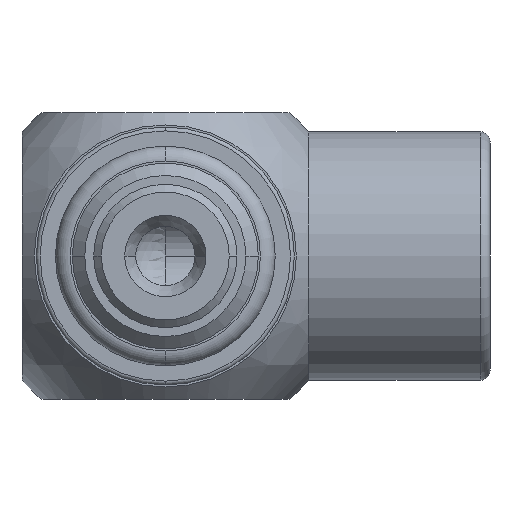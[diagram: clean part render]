
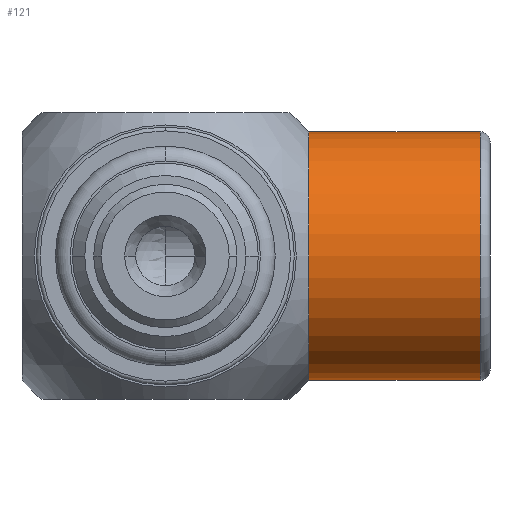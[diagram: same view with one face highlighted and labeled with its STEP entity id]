
A CAD part, front view. The second image highlights one B-rep face of the part: STEP entity #121.
In plain terms, the highlighted cylindrical face has radius 6.5 mm (diameter 13 mm), a partial arc.
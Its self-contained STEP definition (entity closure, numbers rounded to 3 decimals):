
#121=ADVANCED_FACE('',(#308),#309,.T.);
#308=FACE_OUTER_BOUND('',#536,.T.);
#309=CYLINDRICAL_SURFACE('',#537,6.5);
#536=EDGE_LOOP('',(#1187,#1188,#1189,#1190,#1191));
#537=AXIS2_PLACEMENT_3D('',#1192,#1193,#1194);
#1187=ORIENTED_EDGE('',*,*,#1528,.T.);
#1188=ORIENTED_EDGE('',*,*,#1662,.F.);
#1189=ORIENTED_EDGE('',*,*,#1663,.F.);
#1190=ORIENTED_EDGE('',*,*,#1529,.T.);
#1191=ORIENTED_EDGE('',*,*,#1664,.F.);
#1192=CARTESIAN_POINT('',(8.495,17.82,0.0));
#1193=DIRECTION('',(1.0,0.0,0.0));
#1194=DIRECTION('',(0.0,0.0,-1.0));
#1528=EDGE_CURVE('',#1833,#1850,#1858,.T.);
#1529=EDGE_CURVE('',#1853,#1847,#1859,.T.);
#1662=EDGE_CURVE('',#2071,#1850,#2072,.T.);
#1663=EDGE_CURVE('',#1853,#2071,#2073,.T.);
#1664=EDGE_CURVE('',#1833,#1847,#2074,.T.);
#1833=VERTEX_POINT('',#2280);
#1847=VERTEX_POINT('',#2294);
#1850=VERTEX_POINT('',#2297);
#1853=VERTEX_POINT('',#2300);
#1858=LINE('',#2305,#2306);
#1859=LINE('',#2307,#2308);
#2071=VERTEX_POINT('',#2852);
#2072=CIRCLE('',#2853,6.5);
#2073=CIRCLE('',#2854,6.5);
#2074=CIRCLE('',#2855,6.5);
#2280=CARTESIAN_POINT('',(7.494,17.82,-6.5));
#2294=CARTESIAN_POINT('',(7.494,17.82,6.5));
#2297=CARTESIAN_POINT('',(16.49,17.82,-6.5));
#2300=CARTESIAN_POINT('',(16.49,17.82,6.5));
#2305=CARTESIAN_POINT('',(8.495,17.82,-6.5));
#2306=VECTOR('',#3110,1.0);
#2307=CARTESIAN_POINT('',(8.495,17.82,6.5));
#2308=VECTOR('',#3111,1.0);
#2852=CARTESIAN_POINT('',(16.49,11.32,0.0));
#2853=AXIS2_PLACEMENT_3D('',#3345,#3346,#3347);
#2854=AXIS2_PLACEMENT_3D('',#3348,#3349,#3350);
#2855=AXIS2_PLACEMENT_3D('',#3351,#3352,#3353);
#3110=DIRECTION('',(1.0,0.0,0.0));
#3111=DIRECTION('',(-1.0,-0.0,-0.0));
#3345=CARTESIAN_POINT('',(16.49,17.82,0.0));
#3346=DIRECTION('',(1.0,0.0,0.0));
#3347=DIRECTION('',(0.0,0.0,-1.0));
#3348=CARTESIAN_POINT('',(16.49,17.82,0.0));
#3349=DIRECTION('',(1.0,0.0,0.0));
#3350=DIRECTION('',(0.0,0.0,-1.0));
#3351=CARTESIAN_POINT('',(7.494,17.82,0.0));
#3352=DIRECTION('',(-1.0,-0.0,-0.0));
#3353=DIRECTION('',(0.0,0.0,-1.0));
